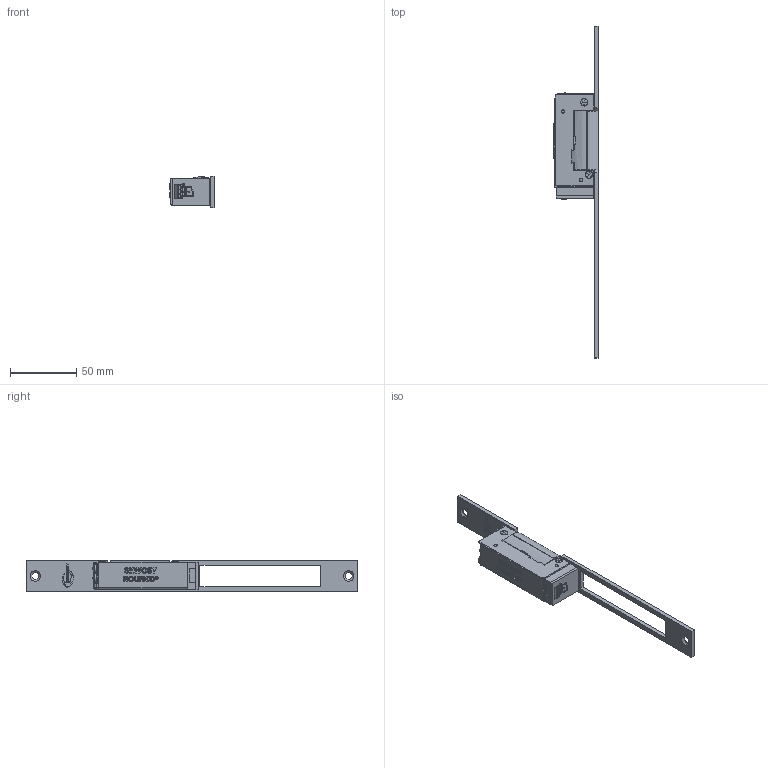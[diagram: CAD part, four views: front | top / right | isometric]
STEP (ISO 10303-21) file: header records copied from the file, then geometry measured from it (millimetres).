
FILE_DESCRIPTION (( 'STEP AP214' ), '1' );
FILE_NAME ('SER1C203.step', '2025-03-31T08:51:07', ( '' ), ( '' ), 'SwSTEP 2.0', 'SolidWorks 2024', '' );
FILE_SCHEMA (( 'AUTOMOTIVE_DESIGN' ));
Length unit declared in the file: millimetre
Products named in the file (3): SER1C203; SEF203; SER1C
Assembly tree (2 placements, depth 2):
  SER1C203
    SEF203
    SER1C
Bounding box: 33.2 x 250 x 24 mm (x, y, z)
Volume: 10657 mm3; surface area: 38610 mm2
Topology: 1 solids, 26 shells, 2797 faces, 7380 edges, 4795 vertices
Faces by surface type: plane 1873, cylinder 628, bspline 201, cone 94, sphere 1
Full cylindrical faces by diameter (mm): 3 x2
Entity records: 94070 total; most frequent: CARTESIAN_POINT 25612, ORIENTED_EDGE 14728, DIRECTION 13245, EDGE_CURVE 7373, LINE 5143, VECTOR 5143, VERTEX_POINT 4799, AXIS2_PLACEMENT_3D 4051
